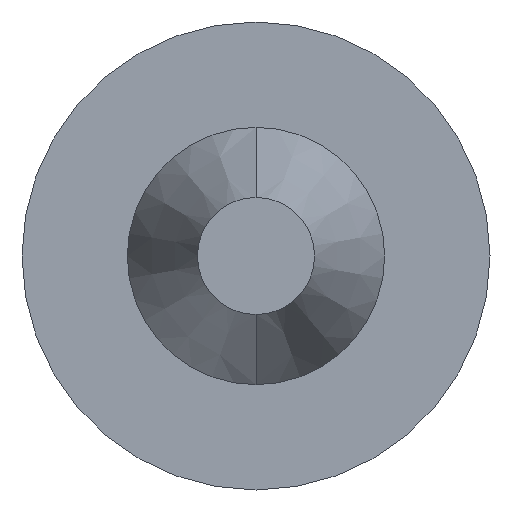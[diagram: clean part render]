
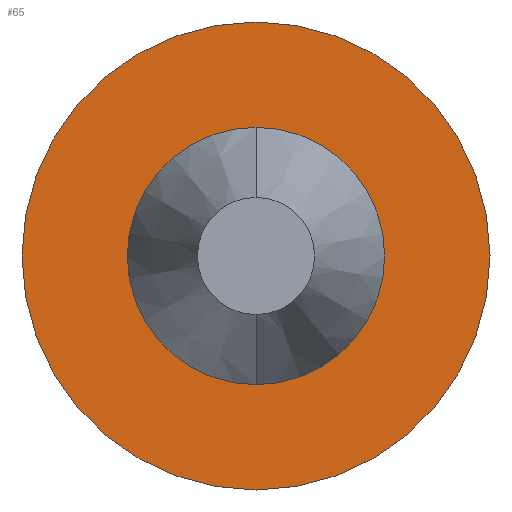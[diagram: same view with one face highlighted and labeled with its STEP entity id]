
A CAD part, front view. The second image highlights one B-rep face of the part: STEP entity #65.
In plain terms, the highlighted planar face has unit normal (0, -1, 0).
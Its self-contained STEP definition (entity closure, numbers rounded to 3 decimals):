
#64 = EDGE_CURVE ( 'NONE', #95, #114, #246, .T. ) ;
#65 = ADVANCED_FACE ( 'NONE', ( #259, #247 ), #183, .T. ) ;
#66 = EDGE_LOOP ( 'NONE', ( #72, #73 ) ) ;
#72 = ORIENTED_EDGE ( 'NONE', *, *, #113, .T. ) ;
#73 = ORIENTED_EDGE ( 'NONE', *, *, #64, .T. ) ;
#74 = EDGE_LOOP ( 'NONE', ( #75, #76 ) ) ;
#75 = ORIENTED_EDGE ( 'NONE', *, *, #81, .F. ) ;
#76 = ORIENTED_EDGE ( 'NONE', *, *, #77, .F. ) ;
#77 = EDGE_CURVE ( 'NONE', #82, #108, #133, .T. ) ;
#81 = EDGE_CURVE ( 'NONE', #108, #82, #232, .T. ) ;
#82 = VERTEX_POINT ( 'NONE', #233 ) ;
#95 = VERTEX_POINT ( 'NONE', #204 ) ;
#108 = VERTEX_POINT ( 'NONE', #226 ) ;
#113 = EDGE_CURVE ( 'NONE', #114, #95, #214, .T. ) ;
#114 = VERTEX_POINT ( 'NONE', #209 ) ;
#133 = CIRCLE ( 'NONE', #149, 5. ) ;
#146 = DIRECTION ( 'NONE',  ( 0., 0., 1. ) ) ;
#147 = DIRECTION ( 'NONE',  ( 0., 1., 0. ) ) ;
#148 = CARTESIAN_POINT ( 'NONE',  ( 0., -3., 0. ) ) ;
#149 = AXIS2_PLACEMENT_3D ( 'NONE', #148, #147, #146 ) ;
#157 = DIRECTION ( 'NONE',  ( 0., 1., 0. ) ) ;
#183 = PLANE ( 'NONE',  #202 ) ;
#185 = DIRECTION ( 'NONE',  ( 0., 0., 1. ) ) ;
#187 = CARTESIAN_POINT ( 'NONE',  ( 0., -3., 0. ) ) ;
#192 = DIRECTION ( 'NONE',  ( 0., 0., -1. ) ) ;
#193 = DIRECTION ( 'NONE',  ( 0., -1., 0. ) ) ;
#194 = CARTESIAN_POINT ( 'NONE',  ( -2., -3., 0. ) ) ;
#197 = CARTESIAN_POINT ( 'NONE',  ( 0., -3., 0. ) ) ;
#202 = AXIS2_PLACEMENT_3D ( 'NONE', #194, #193, #192 ) ;
#204 = CARTESIAN_POINT ( 'NONE',  ( 0., -3., -2. ) ) ;
#209 = CARTESIAN_POINT ( 'NONE',  ( 0., -3., 2. ) ) ;
#210 = DIRECTION ( 'NONE',  ( 0., 0., 1. ) ) ;
#211 = DIRECTION ( 'NONE',  ( 0., 1., 0. ) ) ;
#212 = CARTESIAN_POINT ( 'NONE',  ( 0., -3., 0. ) ) ;
#213 = AXIS2_PLACEMENT_3D ( 'NONE', #212, #211, #210 ) ;
#214 = CIRCLE ( 'NONE', #213, 2. ) ;
#226 = CARTESIAN_POINT ( 'NONE',  ( 0., -3., 5. ) ) ;
#229 = DIRECTION ( 'NONE',  ( 0., 0., 1. ) ) ;
#230 = DIRECTION ( 'NONE',  ( 0., 1., 0. ) ) ;
#231 = AXIS2_PLACEMENT_3D ( 'NONE', #197, #230, #229 ) ;
#232 = CIRCLE ( 'NONE', #231, 5. ) ;
#233 = CARTESIAN_POINT ( 'NONE',  ( 0., -3., -5. ) ) ;
#246 = CIRCLE ( 'NONE', #251, 2. ) ;
#247 = FACE_OUTER_BOUND ( 'NONE', #74, .T. ) ;
#251 = AXIS2_PLACEMENT_3D ( 'NONE', #187, #157, #185 ) ;
#259 = FACE_BOUND ( 'NONE', #66, .T. ) ;
